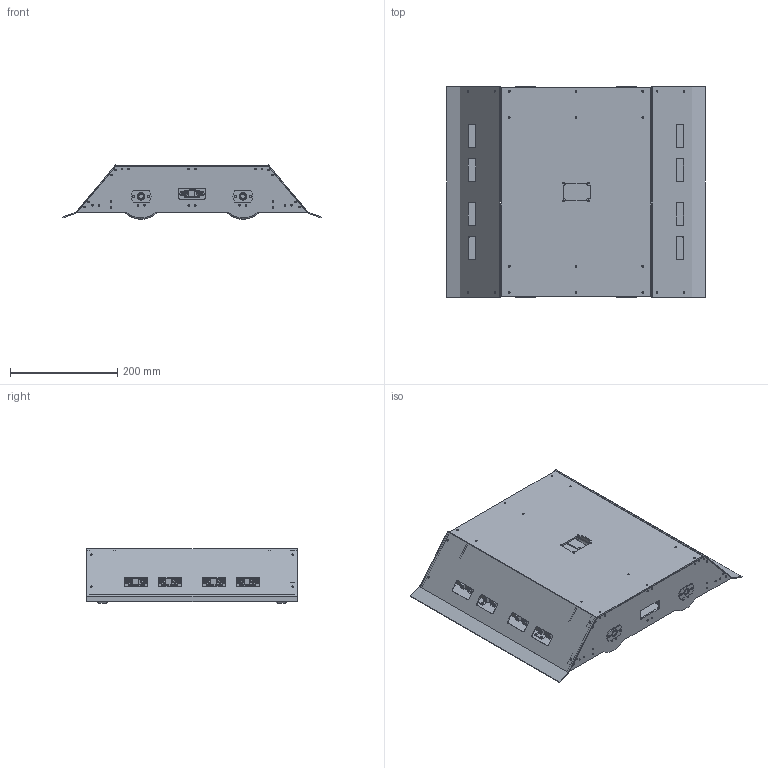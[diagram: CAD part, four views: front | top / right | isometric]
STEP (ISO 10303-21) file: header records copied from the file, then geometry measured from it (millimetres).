
FILE_DESCRIPTION (( 'STEP AP214' ), '1' );
FILE_NAME ('自动机器人装配.STEP', '2020-05-24T04:29:45', ( '' ), ( '' ), 'SwSTEP 2.0', 'SolidWorks 2016', '' );
FILE_SCHEMA (( 'AUTOMOTIVE_DESIGN' ));
Length unit declared in the file: millimetre
Products named in the file (20): 謫粣; ѹƬ; 裔啣嘐隅輸; 耜醱價啣; 粣創釱; 自动机器人装配; 謫赽; 揤え薊粣ん; 眻褒蟀諉璃; 萇儂釱; 莓赽2; 菁攫蚾饜极; 萇儂蚾饜; 4綻俋聆擒; 綻俋假蚾啣; 裔啣; 謫炵; 萇儂YG36-555; 菁攫價啣; 囀耜粣創啣
Assembly tree (88 placements, depth 4):
  自动机器人装配
    菁攫蚾饜极
      耜醱價啣  x2
      綻俋假蚾啣  x2
      萇儂蚾饜  x4
        萇儂釱
        萇儂YG36-555
        揤え薊粣ん
        ѹƬ
      粣創釱  x8
      囀耜粣創啣  x2
      菁攫價啣
      謫炵  x4
        謫粣
        謫赽
    眻褒蟀諉璃  x28
    裔啣嘐隅輸  x17
    4綻俋聆擒  x10
    裔啣
    莓赽2  x2
Bounding box: 483.11 x 394 x 101.48 mm (x, y, z)
Volume: 1954382 mm3; surface area: 1410183.5 mm2
Topology: 97 solids, 97 shells, 3180 faces, 8444 edges, 5568 vertices
Faces by surface type: cylinder 1594, plane 1518, torus 24, cone 24, sphere 20
Entity records: 28943 total; most frequent: CARTESIAN_POINT 5088, DIRECTION 5030, ORIENTED_EDGE 4392, EDGE_CURVE 2196, AXIS2_PLACEMENT_3D 1966, VERTEX_POINT 1456, EDGE_LOOP 1286, VECTOR 1098
